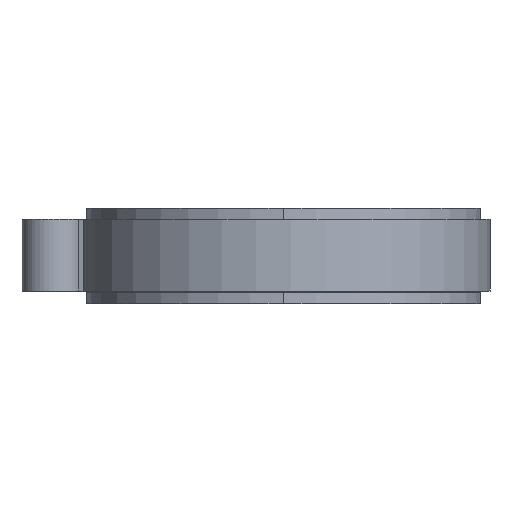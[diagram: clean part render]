
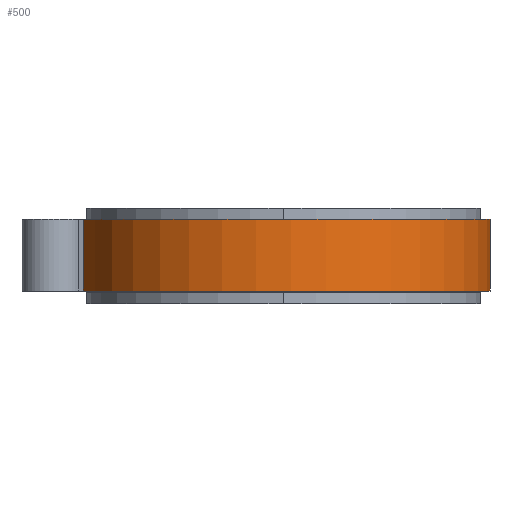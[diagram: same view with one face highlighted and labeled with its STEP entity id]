
A CAD part, front view. The second image highlights one B-rep face of the part: STEP entity #500.
In plain terms, the highlighted cylindrical face has radius 34.5 mm (diameter 69 mm), a partial arc.
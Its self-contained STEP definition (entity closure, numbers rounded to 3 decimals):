
#68 = CIRCLE ( 'NONE', #478, 34.5 ) ;
#80 = ORIENTED_EDGE ( 'NONE', *, *, #2557, .T. ) ;
#146 = EDGE_CURVE ( 'NONE', #2343, #3118, #68, .T. ) ;
#478 = AXIS2_PLACEMENT_3D ( 'NONE', #2597, #814, #2909 ) ;
#494 = VECTOR ( 'NONE', #1762, 1000. ) ;
#500 = ADVANCED_FACE ( 'NONE', ( #1759 ), #1483, .T. ) ;
#560 = CARTESIAN_POINT ( 'NONE',  ( -33.456, -8.422, -5.85 ) ) ;
#814 = DIRECTION ( 'NONE',  ( 0., 0., 1. ) ) ;
#900 = EDGE_CURVE ( 'NONE', #1630, #2811, #1506, .T. ) ;
#1060 = AXIS2_PLACEMENT_3D ( 'NONE', #3070, #1851, #1279 ) ;
#1279 = DIRECTION ( 'NONE',  ( 1., 0., 0. ) ) ;
#1436 = CARTESIAN_POINT ( 'NONE',  ( 34.5, 0., -5.85 ) ) ;
#1468 = VECTOR ( 'NONE', #3140, 1000. ) ;
#1483 = CYLINDRICAL_SURFACE ( 'NONE', #1060, 34.5 ) ;
#1506 = CIRCLE ( 'NONE', #2924, 34.5 ) ;
#1630 = VERTEX_POINT ( 'NONE', #2982 ) ;
#1643 = ORIENTED_EDGE ( 'NONE', *, *, #900, .T. ) ;
#1664 = DIRECTION ( 'NONE',  ( 0., 0., 1. ) ) ;
#1759 = FACE_OUTER_BOUND ( 'NONE', #2357, .T. ) ;
#1762 = DIRECTION ( 'NONE',  ( 0., 0., -1. ) ) ;
#1838 = EDGE_CURVE ( 'NONE', #2343, #1630, #2888, .T. ) ;
#1851 = DIRECTION ( 'NONE',  ( 0., 0., 1. ) ) ;
#1995 = ORIENTED_EDGE ( 'NONE', *, *, #146, .F. ) ;
#2343 = VERTEX_POINT ( 'NONE', #3050 ) ;
#2357 = EDGE_LOOP ( 'NONE', ( #1643, #80, #1995, #3360 ) ) ;
#2557 = EDGE_CURVE ( 'NONE', #2811, #3118, #3784, .T. ) ;
#2597 = CARTESIAN_POINT ( 'NONE',  ( 0., 0., 6.15 ) ) ;
#2811 = VERTEX_POINT ( 'NONE', #1436 ) ;
#2836 = CARTESIAN_POINT ( 'NONE',  ( 34.5, 0., -5.85 ) ) ;
#2888 = LINE ( 'NONE', #560, #494 ) ;
#2909 = DIRECTION ( 'NONE',  ( 1., 0., 0. ) ) ;
#2924 = AXIS2_PLACEMENT_3D ( 'NONE', #3479, #1664, #3794 ) ;
#2982 = CARTESIAN_POINT ( 'NONE',  ( -33.456, -8.422, -5.85 ) ) ;
#3050 = CARTESIAN_POINT ( 'NONE',  ( -33.456, -8.422, 6.15 ) ) ;
#3070 = CARTESIAN_POINT ( 'NONE',  ( 0., 0., -5.85 ) ) ;
#3118 = VERTEX_POINT ( 'NONE', #3389 ) ;
#3140 = DIRECTION ( 'NONE',  ( 0., 0., 1. ) ) ;
#3360 = ORIENTED_EDGE ( 'NONE', *, *, #1838, .T. ) ;
#3389 = CARTESIAN_POINT ( 'NONE',  ( 34.5, 0., 6.15 ) ) ;
#3479 = CARTESIAN_POINT ( 'NONE',  ( 0., 0., -5.85 ) ) ;
#3784 = LINE ( 'NONE', #2836, #1468 ) ;
#3794 = DIRECTION ( 'NONE',  ( 1., 0., 0. ) ) ;
